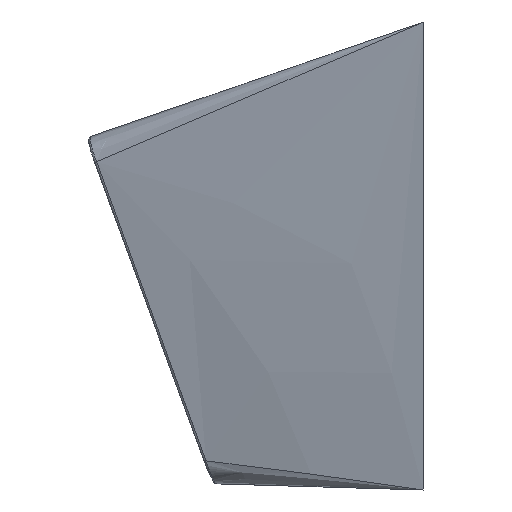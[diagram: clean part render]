
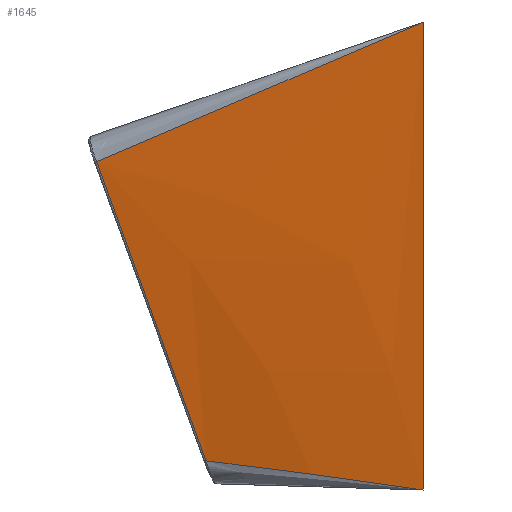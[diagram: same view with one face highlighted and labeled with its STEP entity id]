
A CAD part, left-side view. The second image highlights one B-rep face of the part: STEP entity #1645.
In plain terms, the highlighted free-form (B-spline) face has degree [3, 1] with [6, 2] control points.
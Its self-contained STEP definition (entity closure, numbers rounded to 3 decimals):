
#13 = CARTESIAN_POINT ( 'NONE',  ( 2.65, 11.369, 9.097 ) ) ;
#63 = CARTESIAN_POINT ( 'NONE',  ( 2.65, 12.182, 11.312 ) ) ;
#178 = CARTESIAN_POINT ( 'NONE',  ( 2.65, 8.12, 0.241 ) ) ;
#208 = CARTESIAN_POINT ( 'NONE',  ( 2.65, 12.994, 13.526 ) ) ;
#264 = VERTEX_POINT ( 'NONE', #288 ) ;
#278 = VERTEX_POINT ( 'NONE', #1533 ) ;
#288 = CARTESIAN_POINT ( 'NONE',  ( 2.624, 8.361, 1.123 ) ) ;
#338 = ORIENTED_EDGE ( 'NONE', *, *, #1735, .T. ) ;
#339 = CARTESIAN_POINT ( 'NONE',  ( 0., 0., 15. ) ) ;
#341 = CARTESIAN_POINT ( 'NONE',  ( 0., 0., 0. ) ) ;
#347 = CARTESIAN_POINT ( 'NONE',  ( 2.626, 9.061, 3.041 ) ) ;
#349 = CARTESIAN_POINT ( 'NONE',  ( 1.85, 8.958, 14.197 ) ) ;
#356 = CARTESIAN_POINT ( 'NONE',  ( 2.632, 12.567, 12.626 ) ) ;
#375 = LINE ( 'NONE', #1313, #820 ) ;
#385 = B_SPLINE_CURVE_WITH_KNOTS ( 'NONE', 3,
 ( #465, #458, #1545, #341 ),
 .UNSPECIFIED., .F., .F.,
 ( 4, 4 ),
 ( 0.011, 1. ),
 .UNSPECIFIED. ) ;
#447 = CARTESIAN_POINT ( 'NONE',  ( 2.624, 8.361, 1.123 ) ) ;
#458 = CARTESIAN_POINT ( 'NONE',  ( 1.841, 5.744, 0.813 ) ) ;
#465 = CARTESIAN_POINT ( 'NONE',  ( 2.624, 8.361, 1.123 ) ) ;
#511 = CARTESIAN_POINT ( 'NONE',  ( 2.632, 12.567, 12.626 ) ) ;
#547 = EDGE_CURVE ( 'NONE', #1408, #967, #1028, .T. ) ;
#548 = CARTESIAN_POINT ( 'NONE',  ( 0., 0., 6. ) ) ;
#677 = CARTESIAN_POINT ( 'NONE',  ( 0., 0., 18. ) ) ;
#679 = ORIENTED_EDGE ( 'NONE', *, *, #1141, .T. ) ;
#686 = CARTESIAN_POINT ( 'NONE',  ( 2.65, 9.745, 4.669 ) ) ;
#709 = CARTESIAN_POINT ( 'NONE',  ( 0., 0., 0. ) ) ;
#755 = ORIENTED_EDGE ( 'NONE', *, *, #976, .F. ) ;
#758 = B_SPLINE_SURFACE_WITH_KNOTS ( 'NONE', 3, 1, ( 
 ( #709, #178 ),
 ( #1362, #1113 ),
 ( #548, #686 ),
 ( #1650, #13 ),
 ( #339, #63 ),
 ( #1674, #208 ) ),
 .UNSPECIFIED., .F., .F., .F.,
 ( 4, 2, 4 ),
 ( 2, 2 ),
 ( 0., 0.5, 1. ),
 ( 0., 1. ),
 .UNSPECIFIED. ) ;
#770 = DIRECTION ( 'NONE',  ( 0., 0., -1. ) ) ;
#803 = FACE_OUTER_BOUND ( 'NONE', #1598, .T. ) ;
#820 = VECTOR ( 'NONE', #770, 1000. ) ;
#851 = CARTESIAN_POINT ( 'NONE',  ( 2.629, 10.463, 6.875 ) ) ;
#865 = CARTESIAN_POINT ( 'NONE',  ( 2.627, 9.762, 4.958 ) ) ;
#876 = CARTESIAN_POINT ( 'NONE',  ( 0.972, 4.767, 15.989 ) ) ;
#904 = CARTESIAN_POINT ( 'NONE',  ( 0., 0., 18. ) ) ;
#929 = ORIENTED_EDGE ( 'NONE', *, *, #547, .T. ) ;
#967 = VERTEX_POINT ( 'NONE', #511 ) ;
#976 = EDGE_CURVE ( 'NONE', #1408, #278, #375, .T. ) ;
#1014 = CARTESIAN_POINT ( 'NONE',  ( 2.632, 12.567, 12.626 ) ) ;
#1028 = B_SPLINE_CURVE_WITH_KNOTS ( 'NONE', 3,
 ( #904, #876, #349, #356 ),
 .UNSPECIFIED., .F., .F.,
 ( 4, 4 ),
 ( 0., 0.992 ),
 .UNSPECIFIED. ) ;
#1089 = B_SPLINE_CURVE_WITH_KNOTS ( 'NONE', 3,
 ( #1014, #1119, #1558, #851, #865, #347, #447 ),
 .UNSPECIFIED., .F., .F.,
 ( 4, 3, 4 ),
 ( 0., 0.006, 0.012 ),
 .UNSPECIFIED. ) ;
#1113 = CARTESIAN_POINT ( 'NONE',  ( 2.65, 8.932, 2.455 ) ) ;
#1119 = CARTESIAN_POINT ( 'NONE',  ( 2.631, 11.865, 10.709 ) ) ;
#1141 = EDGE_CURVE ( 'NONE', #264, #278, #385, .T. ) ;
#1313 = CARTESIAN_POINT ( 'NONE',  ( 0., 0., 18. ) ) ;
#1362 = CARTESIAN_POINT ( 'NONE',  ( 0., 0., 3. ) ) ;
#1408 = VERTEX_POINT ( 'NONE', #677 ) ;
#1533 = CARTESIAN_POINT ( 'NONE',  ( 0., 0., 0. ) ) ;
#1545 = CARTESIAN_POINT ( 'NONE',  ( 0.966, 2.959, 0.436 ) ) ;
#1558 = CARTESIAN_POINT ( 'NONE',  ( 2.63, 11.164, 8.792 ) ) ;
#1598 = EDGE_LOOP ( 'NONE', ( #929, #338, #679, #755 ) ) ;
#1645 = ADVANCED_FACE ( 'NONE', ( #803 ), #758, .T. ) ;
#1650 = CARTESIAN_POINT ( 'NONE',  ( 0., 0., 12. ) ) ;
#1674 = CARTESIAN_POINT ( 'NONE',  ( 0., 0., 18. ) ) ;
#1735 = EDGE_CURVE ( 'NONE', #967, #264, #1089, .T. ) ;
